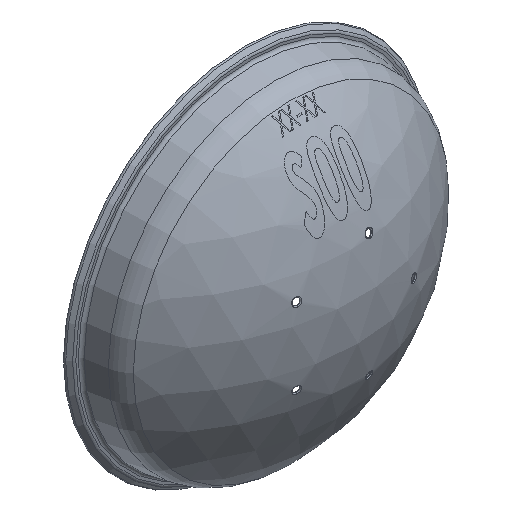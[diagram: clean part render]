
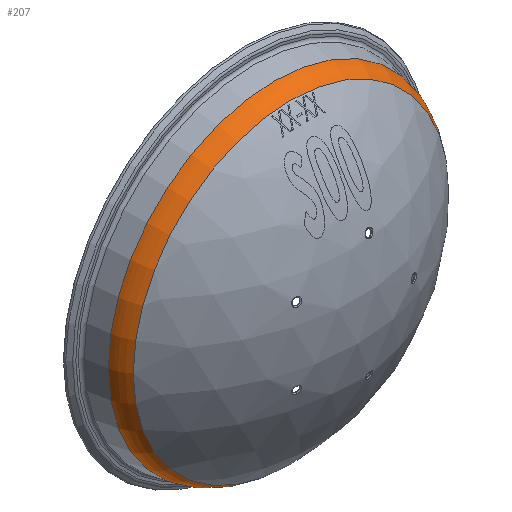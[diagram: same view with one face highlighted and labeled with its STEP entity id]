
A CAD part, isometric view. The second image highlights one B-rep face of the part: STEP entity #207.
In plain terms, the highlighted toroidal (fillet/blend) face has major radius 41.386 mm and minor radius 10 mm.
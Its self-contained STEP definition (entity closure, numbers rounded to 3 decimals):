
#163 = FACE_OUTER_BOUND ( 'NONE', #1000, .T. ) ;
#177 = VERTEX_POINT ( 'NONE', #768 ) ;
#207 = ADVANCED_FACE ( 'NONE', ( #163, #1552 ), #936, .T. ) ;
#437 = CARTESIAN_POINT ( 'NONE',  ( 0., -14.014, 48.659 ) ) ;
#477 = CIRCLE ( 'NONE', #1876, 48.659 ) ;
#488 = DIRECTION ( 'NONE',  ( 0., 0., -1. ) ) ;
#507 = CARTESIAN_POINT ( 'NONE',  ( 0., -8.887, 0. ) ) ;
#596 = CIRCLE ( 'NONE', #1999, 51.234 ) ;
#607 = EDGE_CURVE ( 'NONE', #1696, #1696, #477, .T. ) ;
#677 = EDGE_LOOP ( 'NONE', ( #1551 ) ) ;
#709 = AXIS2_PLACEMENT_3D ( 'NONE', #860, #1352, #874 ) ;
#768 = CARTESIAN_POINT ( 'NONE',  ( 0., -8.887, -51.234 ) ) ;
#839 = ORIENTED_EDGE ( 'NONE', *, *, #607, .F. ) ;
#860 = CARTESIAN_POINT ( 'NONE',  ( 0., -7.151, 0. ) ) ;
#874 = DIRECTION ( 'NONE',  ( 0., 0., 1. ) ) ;
#936 = TOROIDAL_SURFACE ( 'NONE', #709, 41.386, 10. ) ;
#1000 = EDGE_LOOP ( 'NONE', ( #839 ) ) ;
#1060 = EDGE_CURVE ( 'NONE', #177, #177, #596, .T. ) ;
#1304 = DIRECTION ( 'NONE',  ( 0., -1., 0. ) ) ;
#1352 = DIRECTION ( 'NONE',  ( 0., 1., 0. ) ) ;
#1457 = DIRECTION ( 'NONE',  ( 0., 0., 1. ) ) ;
#1465 = CARTESIAN_POINT ( 'NONE',  ( 0., -14.014, 0. ) ) ;
#1551 = ORIENTED_EDGE ( 'NONE', *, *, #1060, .F. ) ;
#1552 = FACE_OUTER_BOUND ( 'NONE', #677, .T. ) ;
#1649 = DIRECTION ( 'NONE',  ( 0., 1., 0. ) ) ;
#1696 = VERTEX_POINT ( 'NONE', #437 ) ;
#1876 = AXIS2_PLACEMENT_3D ( 'NONE', #1465, #1304, #1457 ) ;
#1999 = AXIS2_PLACEMENT_3D ( 'NONE', #507, #1649, #488 ) ;
